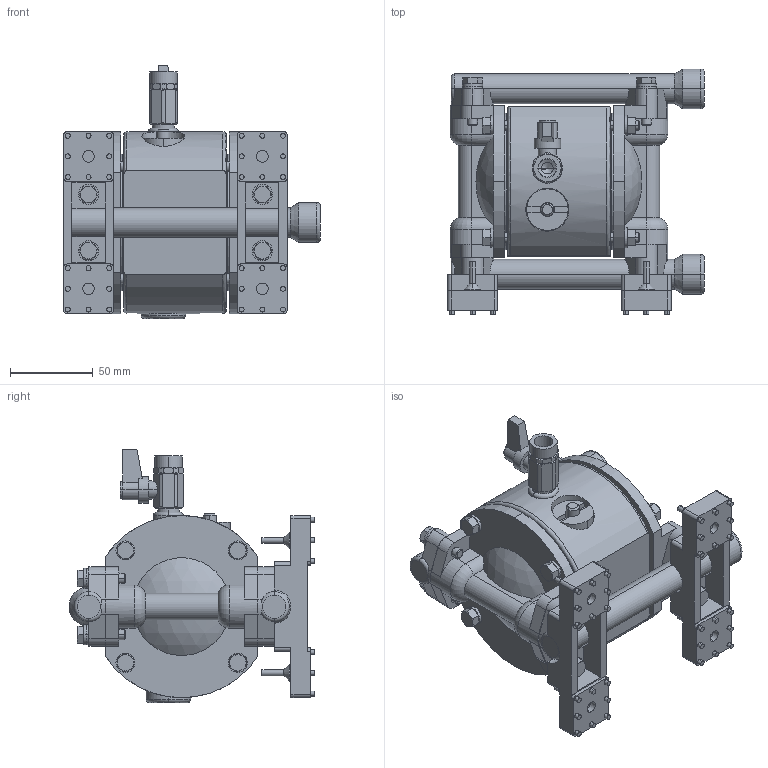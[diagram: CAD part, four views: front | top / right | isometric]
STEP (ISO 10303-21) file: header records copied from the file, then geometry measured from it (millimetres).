
FILE_DESCRIPTION (( 'STEP AP214' ), '1' );
FILE_NAME ('NDP-5FAT.STEP', '2009-04-07T23:57:16', ( ' ' ), ( ' ' ), 'SwSTEP 2.0', 'SolidWorks 2006303', '' );
FILE_SCHEMA (( 'AUTOMOTIVE_DESIGN' ));
Length unit declared in the file: millimetre
Products named in the file (1): NDP-5FAT
Bounding box: 155 x 148.5 x 152.99 mm (x, y, z)
Volume: 902374.8 mm3; surface area: 170431 mm2
Topology: 2 solids, 10 shells, 1182 faces, 2782 edges, 1747 vertices
Faces by surface type: plane 501, cylinder 464, cone 191, torus 22, sphere 4
Entity records: 35780 total; most frequent: CARTESIAN_POINT 8106, DIRECTION 6043, ORIENTED_EDGE 5556, EDGE_CURVE 2778, AXIS2_PLACEMENT_3D 2397, VERTEX_POINT 1747, EDGE_LOOP 1369, VECTOR 1249
